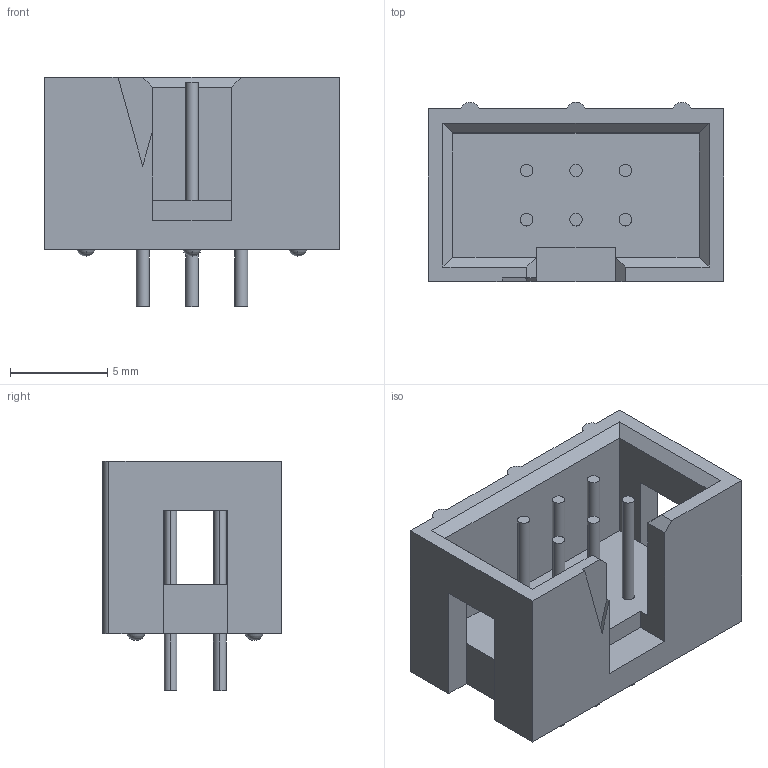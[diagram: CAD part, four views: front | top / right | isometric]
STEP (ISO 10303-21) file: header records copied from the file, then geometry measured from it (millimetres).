
FILE_DESCRIPTION(('STEP AP242'),'1');
FILE_NAME('2-1761603-1.stp','2021-03-10T03:47:02',('TraceParts'),('TraceParts S.A.'),'Spatial InterOp 3D',' ',' ');
FILE_SCHEMA(('AP242_MANAGED_MODEL_BASED_3D_ENGINEERING_MIM_LF {1 0 10303 442 1 1 4}'));
Length unit declared in the file: millimetre
Products named in the file (1): 2-1761603-1
Bounding box: 15.24 x 9.22 x 11.81 mm (x, y, z)
Volume: 606.3 mm3; surface area: 997.3 mm2
Topology: 1 solids, 1 shells, 89 faces, 227 edges, 143 vertices
Faces by surface type: plane 52, cylinder 27, sphere 10
Entity records: 2661 total; most frequent: DIRECTION 469, CARTESIAN_POINT 466, ORIENTED_EDGE 434, EDGE_CURVE 217, AXIS2_PLACEMENT_3D 163, VERTEX_POINT 143, LINE 143, VECTOR 143
